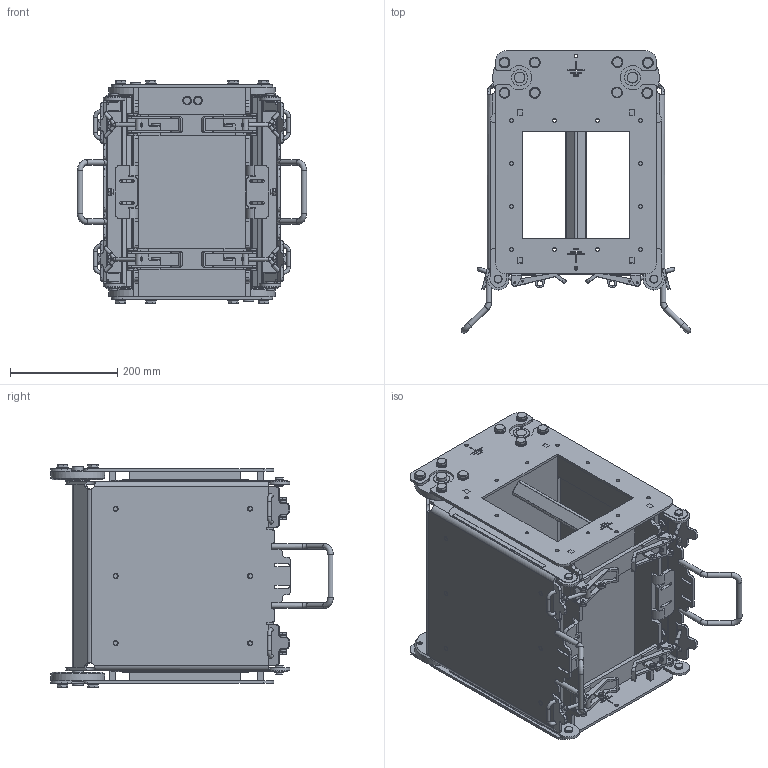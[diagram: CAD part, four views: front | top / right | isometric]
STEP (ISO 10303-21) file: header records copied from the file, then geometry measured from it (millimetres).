
FILE_DESCRIPTION(/* description */ (''),/* implementation_level */ '2;1');
FILE_NAME(/* name */ 'SBPN202000.stp',/* time_stamp */ '2019-02-25T06:49:28+01:00',/* author */ ('pw'),/* organization */ (''),/* preprocessor_version */ 'ST-DEVELOPER v16.5',/* originating_system */ 'Autodesk Inventor 2017',/* authorisation */ '');
FILE_SCHEMA (('AUTOMOTIVE_DESIGN { 1 0 10303 214 3 1 1 }'));
Products named in the file (1): SBPN202000
Bounding box: 426.89 x 525.44 x 416.8 mm (x, y, z)
Volume: 5972719.1 mm3; surface area: 3014646.5 mm2
Topology: 15 solids, 16 shells, 2761 faces, 6988 edges, 4386 vertices
Faces by surface type: plane 1453, cylinder 948, cone 220, torus 96, bspline 44
Full cylindrical faces by diameter (mm): 1.7 x8, 3 x8, 4 x16, 6 x8, 6.647 x28, 7 x24, 7.323 x4, 8 x26, 8.376 x16, 8.4 x8, 9 x14, 9.188 x16, 10 x28, 10.5 x16, 11.4 x4, 11.5 x4, 12 x14, 12.2 x8, 15 x4, 15.4 x16, 16 x8, 20 x22, 20.1 x4, 20.2 x2, 23 x2, 30 x4, 42 x2, 44 x6, 100 x4
Entity records: 86389 total; most frequent: CARTESIAN_POINT 18608, DIRECTION 13726, ORIENTED_EDGE 12908, EDGE_CURVE 6440, AXIS2_PLACEMENT_3D 5058, VERTEX_POINT 4254, EDGE_LOOP 3640, LINE 3610
